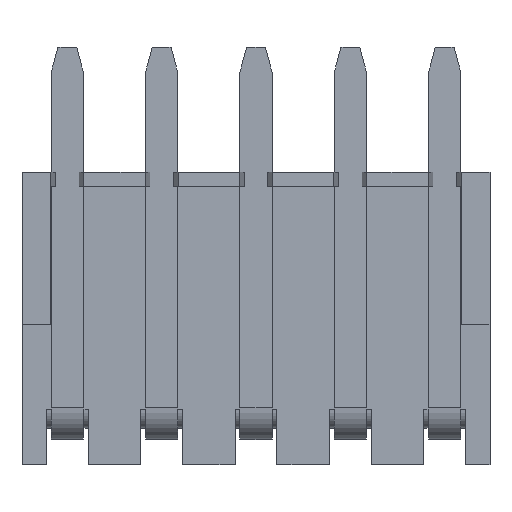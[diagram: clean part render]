
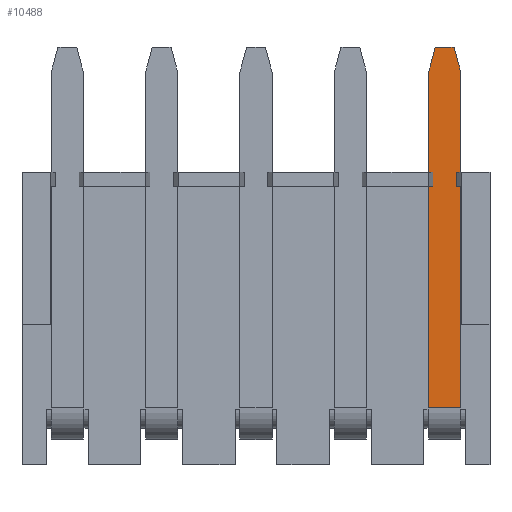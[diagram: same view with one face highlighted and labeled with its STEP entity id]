
A CAD part, front view. The second image highlights one B-rep face of the part: STEP entity #10488.
In plain terms, the highlighted planar face has unit normal (0, -1, 0).
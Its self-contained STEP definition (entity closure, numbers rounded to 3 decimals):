
#9098 = PLANE('',#9099);
#9099 = AXIS2_PLACEMENT_3D('',#9100,#9101,#9102);
#9100 = CARTESIAN_POINT('',(5.512,0.,0.));
#9101 = DIRECTION('',(1.,0.,0.));
#9102 = DIRECTION('',(0.,0.,-1.));
#9203 = PLANE('',#9204);
#9204 = AXIS2_PLACEMENT_3D('',#9205,#9206,#9207);
#9205 = CARTESIAN_POINT('',(4.648,0.,0.));
#9206 = DIRECTION('',(1.,0.,0.));
#9207 = DIRECTION('',(0.,0.,-1.));
#9223 = VERTEX_POINT('',#9224);
#9224 = CARTESIAN_POINT('',(4.648,2.616,2.689));
#9240 = PLANE('',#9241);
#9241 = AXIS2_PLACEMENT_3D('',#9242,#9243,#9244);
#9242 = CARTESIAN_POINT('',(4.737,2.718,3.021));
#9243 = DIRECTION('',(-0.966,0.,0.259));
#9244 = DIRECTION('',(0.259,0.,0.966));
#9252 = EDGE_CURVE('',#9223,#9253,#9255,.T.);
#9253 = VERTEX_POINT('',#9254);
#9254 = CARTESIAN_POINT('',(4.648,2.616,-6.35));
#9255 = SURFACE_CURVE('',#9256,(#9260,#9267),.PCURVE_S1.);
#9256 = LINE('',#9257,#9258);
#9257 = CARTESIAN_POINT('',(4.648,2.616,2.689));
#9258 = VECTOR('',#9259,1.);
#9259 = DIRECTION('',(0.,0.,-1.));
#9260 = PCURVE('',#9203,#9261);
#9261 = DEFINITIONAL_REPRESENTATION('',(#9262),#9266);
#9262 = LINE('',#9263,#9264);
#9263 = CARTESIAN_POINT('',(-2.689,2.616));
#9264 = VECTOR('',#9265,1.);
#9265 = DIRECTION('',(1.,0.));
#9266 = ( GEOMETRIC_REPRESENTATION_CONTEXT(2) 
PARAMETRIC_REPRESENTATION_CONTEXT() REPRESENTATION_CONTEXT('2D SPACE',''
  ) );
#9267 = PCURVE('',#9268,#9273);
#9268 = PLANE('',#9269);
#9269 = AXIS2_PLACEMENT_3D('',#9270,#9271,#9272);
#9270 = CARTESIAN_POINT('',(4.648,2.616,3.353));
#9271 = DIRECTION('',(0.,-1.,0.));
#9272 = DIRECTION('',(0.,0.,-1.));
#9273 = DEFINITIONAL_REPRESENTATION('',(#9274),#9278);
#9274 = LINE('',#9275,#9276);
#9275 = CARTESIAN_POINT('',(0.664,0.));
#9276 = VECTOR('',#9277,1.);
#9277 = DIRECTION('',(1.,0.));
#9278 = ( GEOMETRIC_REPRESENTATION_CONTEXT(2) 
PARAMETRIC_REPRESENTATION_CONTEXT() REPRESENTATION_CONTEXT('2D SPACE',''
  ) );
#9297 = CYLINDRICAL_SURFACE('',#9298,0.851);
#9298 = AXIS2_PLACEMENT_3D('',#9299,#9300,#9301);
#9299 = CARTESIAN_POINT('',(4.648,3.467,-6.35));
#9300 = DIRECTION('',(1.,0.,0.));
#9301 = DIRECTION('',(0.,0.,-1.));
#9822 = VERTEX_POINT('',#9823);
#9823 = CARTESIAN_POINT('',(4.826,2.616,3.353));
#9837 = PLANE('',#9838);
#9838 = AXIS2_PLACEMENT_3D('',#9839,#9840,#9841);
#9839 = CARTESIAN_POINT('',(4.648,2.819,3.353));
#9840 = DIRECTION('',(0.,0.,1.));
#9841 = DIRECTION('',(0.,-1.,0.));
#9849 = EDGE_CURVE('',#9822,#9223,#9850,.T.);
#9850 = SURFACE_CURVE('',#9851,(#9855,#9862),.PCURVE_S1.);
#9851 = LINE('',#9852,#9853);
#9852 = CARTESIAN_POINT('',(4.826,2.616,3.353));
#9853 = VECTOR('',#9854,1.);
#9854 = DIRECTION('',(-0.259,0.,-0.966));
#9855 = PCURVE('',#9240,#9856);
#9856 = DEFINITIONAL_REPRESENTATION('',(#9857),#9861);
#9857 = LINE('',#9858,#9859);
#9858 = CARTESIAN_POINT('',(0.343,-0.102));
#9859 = VECTOR('',#9860,1.);
#9860 = DIRECTION('',(-1.,0.));
#9861 = ( GEOMETRIC_REPRESENTATION_CONTEXT(2) 
PARAMETRIC_REPRESENTATION_CONTEXT() REPRESENTATION_CONTEXT('2D SPACE',''
  ) );
#9862 = PCURVE('',#9268,#9863);
#9863 = DEFINITIONAL_REPRESENTATION('',(#9864),#9868);
#9864 = LINE('',#9865,#9866);
#9865 = CARTESIAN_POINT('',(0.,0.178));
#9866 = VECTOR('',#9867,1.);
#9867 = DIRECTION('',(0.966,-0.259));
#9868 = ( GEOMETRIC_REPRESENTATION_CONTEXT(2) 
PARAMETRIC_REPRESENTATION_CONTEXT() REPRESENTATION_CONTEXT('2D SPACE',''
  ) );
#9938 = PLANE('',#9939);
#9939 = AXIS2_PLACEMENT_3D('',#9940,#9941,#9942);
#9940 = CARTESIAN_POINT('',(5.423,2.718,3.021));
#9941 = DIRECTION('',(0.966,0.,0.259));
#9942 = DIRECTION('',(-0.259,0.,0.966));
#10007 = VERTEX_POINT('',#10008);
#10008 = CARTESIAN_POINT('',(5.512,2.616,2.689));
#10396 = VERTEX_POINT('',#10397);
#10397 = CARTESIAN_POINT('',(5.512,2.616,-6.35));
#10419 = EDGE_CURVE('',#10007,#10396,#10420,.T.);
#10420 = SURFACE_CURVE('',#10421,(#10425,#10432),.PCURVE_S1.);
#10421 = LINE('',#10422,#10423);
#10422 = CARTESIAN_POINT('',(5.512,2.616,2.689));
#10423 = VECTOR('',#10424,1.);
#10424 = DIRECTION('',(0.,0.,-1.));
#10425 = PCURVE('',#9098,#10426);
#10426 = DEFINITIONAL_REPRESENTATION('',(#10427),#10431);
#10427 = LINE('',#10428,#10429);
#10428 = CARTESIAN_POINT('',(-2.689,2.616));
#10429 = VECTOR('',#10430,1.);
#10430 = DIRECTION('',(1.,0.));
#10431 = ( GEOMETRIC_REPRESENTATION_CONTEXT(2) 
PARAMETRIC_REPRESENTATION_CONTEXT() REPRESENTATION_CONTEXT('2D SPACE',''
  ) );
#10432 = PCURVE('',#9268,#10433);
#10433 = DEFINITIONAL_REPRESENTATION('',(#10434),#10438);
#10434 = LINE('',#10435,#10436);
#10435 = CARTESIAN_POINT('',(0.664,0.864));
#10436 = VECTOR('',#10437,1.);
#10437 = DIRECTION('',(1.,0.));
#10438 = ( GEOMETRIC_REPRESENTATION_CONTEXT(2) 
PARAMETRIC_REPRESENTATION_CONTEXT() REPRESENTATION_CONTEXT('2D SPACE',''
  ) );
#10443 = EDGE_CURVE('',#10007,#10444,#10446,.T.);
#10444 = VERTEX_POINT('',#10445);
#10445 = CARTESIAN_POINT('',(5.334,2.616,3.353));
#10446 = SURFACE_CURVE('',#10447,(#10451,#10458),.PCURVE_S1.);
#10447 = LINE('',#10448,#10449);
#10448 = CARTESIAN_POINT('',(5.512,2.616,2.689));
#10449 = VECTOR('',#10450,1.);
#10450 = DIRECTION('',(-0.259,0.,0.966));
#10451 = PCURVE('',#9938,#10452);
#10452 = DEFINITIONAL_REPRESENTATION('',(#10453),#10457);
#10453 = LINE('',#10454,#10455);
#10454 = CARTESIAN_POINT('',(-0.343,0.102));
#10455 = VECTOR('',#10456,1.);
#10456 = DIRECTION('',(1.,0.));
#10457 = ( GEOMETRIC_REPRESENTATION_CONTEXT(2) 
PARAMETRIC_REPRESENTATION_CONTEXT() REPRESENTATION_CONTEXT('2D SPACE',''
  ) );
#10458 = PCURVE('',#9268,#10459);
#10459 = DEFINITIONAL_REPRESENTATION('',(#10460),#10464);
#10460 = LINE('',#10461,#10462);
#10461 = CARTESIAN_POINT('',(0.664,0.864));
#10462 = VECTOR('',#10463,1.);
#10463 = DIRECTION('',(-0.966,-0.259));
#10464 = ( GEOMETRIC_REPRESENTATION_CONTEXT(2) 
PARAMETRIC_REPRESENTATION_CONTEXT() REPRESENTATION_CONTEXT('2D SPACE',''
  ) );
#10488 = ADVANCED_FACE('',(#10489),#9268,.T.);
#10489 = FACE_BOUND('',#10490,.F.);
#10490 = EDGE_LOOP('',(#10491,#10492,#10513,#10514,#10515,#10536));
#10491 = ORIENTED_EDGE('',*,*,#9849,.F.);
#10492 = ORIENTED_EDGE('',*,*,#10493,.T.);
#10493 = EDGE_CURVE('',#9822,#10444,#10494,.T.);
#10494 = SURFACE_CURVE('',#10495,(#10499,#10506),.PCURVE_S1.);
#10495 = LINE('',#10496,#10497);
#10496 = CARTESIAN_POINT('',(4.826,2.616,3.353));
#10497 = VECTOR('',#10498,1.);
#10498 = DIRECTION('',(1.,0.,0.));
#10499 = PCURVE('',#9268,#10500);
#10500 = DEFINITIONAL_REPRESENTATION('',(#10501),#10505);
#10501 = LINE('',#10502,#10503);
#10502 = CARTESIAN_POINT('',(0.,0.178));
#10503 = VECTOR('',#10504,1.);
#10504 = DIRECTION('',(0.,1.));
#10505 = ( GEOMETRIC_REPRESENTATION_CONTEXT(2) 
PARAMETRIC_REPRESENTATION_CONTEXT() REPRESENTATION_CONTEXT('2D SPACE',''
  ) );
#10506 = PCURVE('',#9837,#10507);
#10507 = DEFINITIONAL_REPRESENTATION('',(#10508),#10512);
#10508 = LINE('',#10509,#10510);
#10509 = CARTESIAN_POINT('',(0.203,0.178));
#10510 = VECTOR('',#10511,1.);
#10511 = DIRECTION('',(0.,1.));
#10512 = ( GEOMETRIC_REPRESENTATION_CONTEXT(2) 
PARAMETRIC_REPRESENTATION_CONTEXT() REPRESENTATION_CONTEXT('2D SPACE',''
  ) );
#10513 = ORIENTED_EDGE('',*,*,#10443,.F.);
#10514 = ORIENTED_EDGE('',*,*,#10419,.T.);
#10515 = ORIENTED_EDGE('',*,*,#10516,.F.);
#10516 = EDGE_CURVE('',#9253,#10396,#10517,.T.);
#10517 = SURFACE_CURVE('',#10518,(#10522,#10529),.PCURVE_S1.);
#10518 = LINE('',#10519,#10520);
#10519 = CARTESIAN_POINT('',(4.648,2.616,-6.35));
#10520 = VECTOR('',#10521,1.);
#10521 = DIRECTION('',(1.,0.,0.));
#10522 = PCURVE('',#9268,#10523);
#10523 = DEFINITIONAL_REPRESENTATION('',(#10524),#10528);
#10524 = LINE('',#10525,#10526);
#10525 = CARTESIAN_POINT('',(9.703,0.));
#10526 = VECTOR('',#10527,1.);
#10527 = DIRECTION('',(0.,1.));
#10528 = ( GEOMETRIC_REPRESENTATION_CONTEXT(2) 
PARAMETRIC_REPRESENTATION_CONTEXT() REPRESENTATION_CONTEXT('2D SPACE',''
  ) );
#10529 = PCURVE('',#9297,#10530);
#10530 = DEFINITIONAL_REPRESENTATION('',(#10531),#10535);
#10531 = LINE('',#10532,#10533);
#10532 = CARTESIAN_POINT('',(-1.571,0.));
#10533 = VECTOR('',#10534,1.);
#10534 = DIRECTION('',(0.,1.));
#10535 = ( GEOMETRIC_REPRESENTATION_CONTEXT(2) 
PARAMETRIC_REPRESENTATION_CONTEXT() REPRESENTATION_CONTEXT('2D SPACE',''
  ) );
#10536 = ORIENTED_EDGE('',*,*,#9252,.F.);
